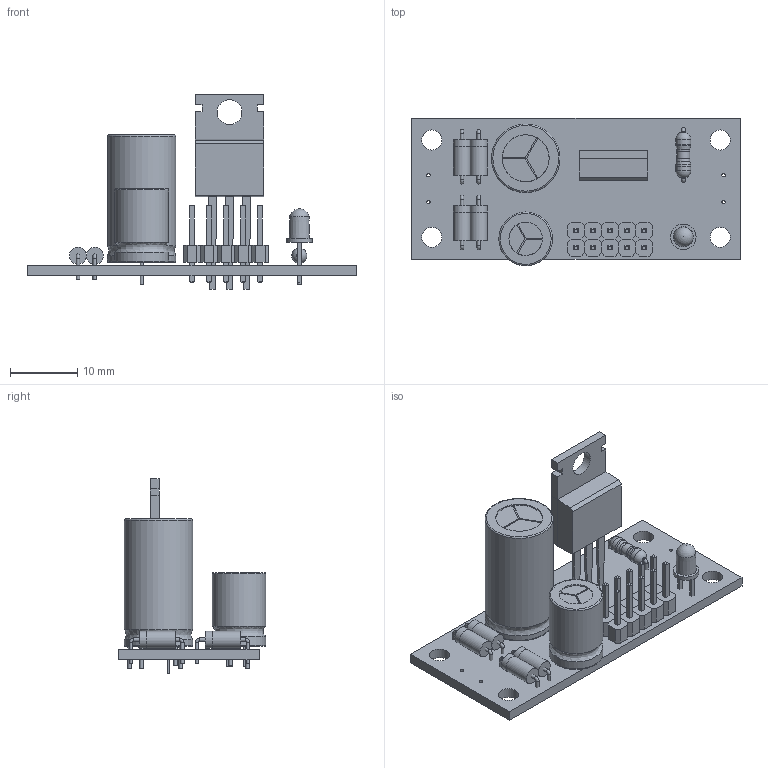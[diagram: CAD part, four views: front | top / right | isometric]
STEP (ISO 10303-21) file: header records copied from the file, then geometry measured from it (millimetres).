
FILE_DESCRIPTION(('FreeCAD Model'),'2;1');
FILE_NAME('Open CASCADE Shape Model','2022-02-14T23:07:21',('Author'),( ''),'Open CASCADE STEP processor 7.5','FreeCAD','Unknown');
FILE_SCHEMA(('AUTOMOTIVE_DESIGN { 1 0 10303 214 1 1 1 1 }'));
Length unit declared in the file: millimetre
Products named in the file (22): regulator_board_78XX; PCB; diode; Sweep; Pad001; diode001; Sweep001; Pad002; diode002; Sweep002; Pad003; diode003; Sweep003; Pad004; cap 470-35V; cap 100-35V; Header 10 pins; regulator 78XX; resistor; resistor 1/4W001; res; led 3mm
Assembly tree (21 placements, depth 3):
  regulator_board_78XX
    PCB
    diode
      Sweep
      Pad001
    diode001
      Sweep001
      Pad002
    diode002
      Sweep002
      Pad003
    diode003
      Sweep003
      Pad004
    cap 470-35V
    cap 100-35V
    Header 10 pins
    regulator 78XX
    resistor
      resistor 1/4W001
      res
    led 3mm
Bounding box: 49 x 22 x 29 mm (x, y, z)
Volume: 4472.3 mm3; surface area: 5115.2 mm2
Topology: 25 solids, 25 shells, 505 faces, 2374 edges, 5795 vertices
Faces by surface type: plane 425, cylinder 52, torus 14, revolution 6, cone 5, sphere 3
Full cylindrical faces by diameter (mm): 0.5 x8, 0.52 x16, 0.54 x3, 1.9 x1, 2.25 x2, 2.54 x4, 2.542 x4, 3 x4, 3.7 x1, 3.8 x1, 5 x1, 6 x1, 7 x1, 8 x3, 10.2 x2
Entity records: 47150 total; most frequent: CARTESIAN_POINT 11146, DIRECTION 5684, LINE 4249, VECTOR 4249, ORIENTED_EDGE 2182, PCURVE 2182, DEFINITIONAL_REPRESENTATION 2182, GEOMETRIC_CURVE_SET 1281
